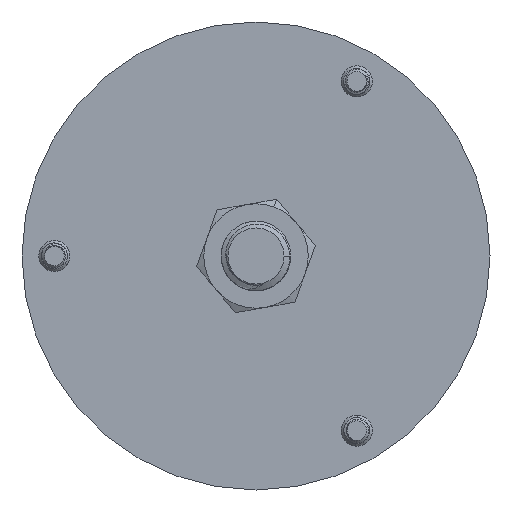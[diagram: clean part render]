
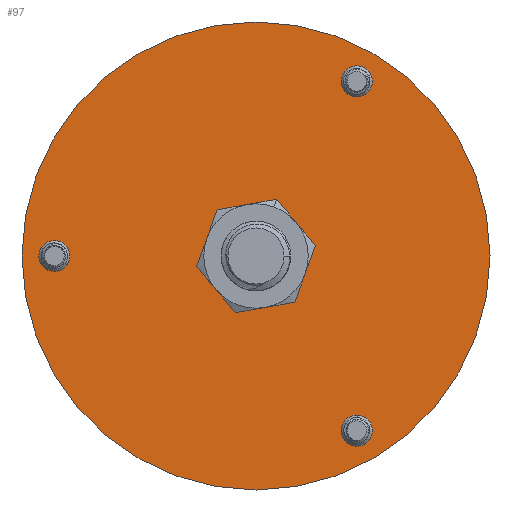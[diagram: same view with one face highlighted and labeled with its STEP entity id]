
A CAD part, front view. The second image highlights one B-rep face of the part: STEP entity #97.
In plain terms, the highlighted planar face has unit normal (0, -1, 0).
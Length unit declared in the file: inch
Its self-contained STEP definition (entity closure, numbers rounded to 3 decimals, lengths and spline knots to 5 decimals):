
#3 = AXIS2_PLACEMENT_3D ( 'NONE', #7047, #18304, #8660 ) ;
#97 = ADVANCED_FACE ( 'NONE', ( #4607, #17465, #8374, #832, #4108 ), #9451, .F. ) ;
#161 = CARTESIAN_POINT ( 'NONE',  ( 0.9115, 0., 1.57876 ) ) ;
#256 = CIRCLE ( 'NONE', #14613, 0.1405 ) ;
#280 = CARTESIAN_POINT ( 'NONE',  ( 0., 0., 0. ) ) ;
#580 = DIRECTION ( 'NONE',  ( 0., 1., 0. ) ) ;
#649 = DIRECTION ( 'NONE',  ( 0., 0., 1. ) ) ;
#832 = FACE_BOUND ( 'NONE', #19266, .T. ) ;
#1107 = EDGE_LOOP ( 'NONE', ( #5709, #17524 ) ) ;
#1188 = VERTEX_POINT ( 'NONE', #3271 ) ;
#1269 = CIRCLE ( 'NONE', #2639, 0.1405 ) ;
#1329 = ORIENTED_EDGE ( 'NONE', *, *, #5413, .T. ) ;
#1474 = AXIS2_PLACEMENT_3D ( 'NONE', #161, #11433, #1802 ) ;
#1555 = VERTEX_POINT ( 'NONE', #9059 ) ;
#1564 = ORIENTED_EDGE ( 'NONE', *, *, #5012, .T. ) ;
#1582 = CIRCLE ( 'NONE', #19012, 0.1405 ) ;
#1713 = CIRCLE ( 'NONE', #15429, 2.1155 ) ;
#1802 = DIRECTION ( 'NONE',  ( 0., 0., 1. ) ) ;
#1876 = EDGE_CURVE ( 'NONE', #8670, #1555, #1713, .T. ) ;
#1917 = DIRECTION ( 'NONE',  ( 0., 0., 1. ) ) ;
#2021 = DIRECTION ( 'NONE',  ( 0., 1., 0. ) ) ;
#2071 = CARTESIAN_POINT ( 'NONE',  ( 0., 0., 0.32 ) ) ;
#2202 = VERTEX_POINT ( 'NONE', #9385 ) ;
#2301 = VERTEX_POINT ( 'NONE', #11423 ) ;
#2596 = CIRCLE ( 'NONE', #3, 0.32 ) ;
#2639 = AXIS2_PLACEMENT_3D ( 'NONE', #9202, #20487, #10825 ) ;
#2930 = DIRECTION ( 'NONE',  ( 0., 1., 0. ) ) ;
#3060 = DIRECTION ( 'NONE',  ( 0., 0., 1. ) ) ;
#3271 = CARTESIAN_POINT ( 'NONE',  ( -1.823, 0., -0.1405 ) ) ;
#4108 = FACE_OUTER_BOUND ( 'NONE', #16531, .T. ) ;
#4188 = VERTEX_POINT ( 'NONE', #13703 ) ;
#4418 = EDGE_CURVE ( 'NONE', #2202, #13403, #5141, .T. ) ;
#4607 = FACE_BOUND ( 'NONE', #10797, .T. ) ;
#4828 = ORIENTED_EDGE ( 'NONE', *, *, #1876, .F. ) ;
#5012 = EDGE_CURVE ( 'NONE', #1188, #6169, #20519, .T. ) ;
#5038 = CARTESIAN_POINT ( 'NONE',  ( 0., 0., 0. ) ) ;
#5141 = CIRCLE ( 'NONE', #7514, 0.32 ) ;
#5218 = AXIS2_PLACEMENT_3D ( 'NONE', #280, #11559, #1917 ) ;
#5413 = EDGE_CURVE ( 'NONE', #6169, #1188, #6378, .T. ) ;
#5709 = ORIENTED_EDGE ( 'NONE', *, *, #9296, .T. ) ;
#6169 = VERTEX_POINT ( 'NONE', #15390 ) ;
#6378 = CIRCLE ( 'NONE', #8062, 0.1405 ) ;
#6485 = DIRECTION ( 'NONE',  ( 0., 1., 0. ) ) ;
#6647 = DIRECTION ( 'NONE',  ( 0., 0., 1. ) ) ;
#7034 = DIRECTION ( 'NONE',  ( 0., 1., 0. ) ) ;
#7047 = CARTESIAN_POINT ( 'NONE',  ( 0., 0., 0. ) ) ;
#7269 = VERTEX_POINT ( 'NONE', #10472 ) ;
#7514 = AXIS2_PLACEMENT_3D ( 'NONE', #5038, #16284, #6647 ) ;
#8062 = AXIS2_PLACEMENT_3D ( 'NONE', #16119, #6485, #17751 ) ;
#8064 = EDGE_CURVE ( 'NONE', #13403, #2202, #2596, .T. ) ;
#8122 = AXIS2_PLACEMENT_3D ( 'NONE', #14844, #2930, #3060 ) ;
#8374 = FACE_BOUND ( 'NONE', #16427, .T. ) ;
#8660 = DIRECTION ( 'NONE',  ( 0., 0., 1. ) ) ;
#8670 = VERTEX_POINT ( 'NONE', #19812 ) ;
#9005 = VERTEX_POINT ( 'NONE', #20665 ) ;
#9059 = CARTESIAN_POINT ( 'NONE',  ( 0., 0., 2.1155 ) ) ;
#9202 = CARTESIAN_POINT ( 'NONE',  ( 0.9115, 0., 1.57876 ) ) ;
#9296 = EDGE_CURVE ( 'NONE', #9005, #4188, #256, .T. ) ;
#9385 = CARTESIAN_POINT ( 'NONE',  ( 0., 0., -0.32 ) ) ;
#9451 = PLANE ( 'NONE',  #8122 ) ;
#9918 = CIRCLE ( 'NONE', #5218, 2.1155 ) ;
#9964 = EDGE_CURVE ( 'NONE', #2301, #7269, #1269, .T. ) ;
#10229 = CARTESIAN_POINT ( 'NONE',  ( -1.823, 0., 0. ) ) ;
#10293 = DIRECTION ( 'NONE',  ( 0., 1., 0. ) ) ;
#10472 = CARTESIAN_POINT ( 'NONE',  ( 0.9115, 0., 1.71926 ) ) ;
#10797 = EDGE_LOOP ( 'NONE', ( #12735, #13008 ) ) ;
#10825 = DIRECTION ( 'NONE',  ( 0., 0., 1. ) ) ;
#11423 = CARTESIAN_POINT ( 'NONE',  ( 0.9115, 0., 1.43826 ) ) ;
#11433 = DIRECTION ( 'NONE',  ( 0., 1., 0. ) ) ;
#11559 = DIRECTION ( 'NONE',  ( 0., 1., 0. ) ) ;
#11659 = CARTESIAN_POINT ( 'NONE',  ( 0., 0., 0. ) ) ;
#11861 = DIRECTION ( 'NONE',  ( 0., 0., 1. ) ) ;
#12735 = ORIENTED_EDGE ( 'NONE', *, *, #8064, .T. ) ;
#13008 = ORIENTED_EDGE ( 'NONE', *, *, #4418, .T. ) ;
#13165 = AXIS2_PLACEMENT_3D ( 'NONE', #10229, #580, #11861 ) ;
#13269 = DIRECTION ( 'NONE',  ( 0., 0., 1. ) ) ;
#13403 = VERTEX_POINT ( 'NONE', #2071 ) ;
#13582 = ORIENTED_EDGE ( 'NONE', *, *, #9964, .T. ) ;
#13703 = CARTESIAN_POINT ( 'NONE',  ( 0.9115, 0., -1.71926 ) ) ;
#14613 = AXIS2_PLACEMENT_3D ( 'NONE', #16674, #7034, #18293 ) ;
#14844 = CARTESIAN_POINT ( 'NONE',  ( 0., 0., 0. ) ) ;
#15390 = CARTESIAN_POINT ( 'NONE',  ( -1.823, 0., 0.1405 ) ) ;
#15429 = AXIS2_PLACEMENT_3D ( 'NONE', #11659, #2021, #13269 ) ;
#16119 = CARTESIAN_POINT ( 'NONE',  ( -1.823, 0., 0. ) ) ;
#16284 = DIRECTION ( 'NONE',  ( 0., 1., 0. ) ) ;
#16427 = EDGE_LOOP ( 'NONE', ( #20391, #13582 ) ) ;
#16531 = EDGE_LOOP ( 'NONE', ( #4828, #20295 ) ) ;
#16674 = CARTESIAN_POINT ( 'NONE',  ( 0.9115, 0., -1.57876 ) ) ;
#17465 = FACE_BOUND ( 'NONE', #1107, .T. ) ;
#17524 = ORIENTED_EDGE ( 'NONE', *, *, #20873, .T. ) ;
#17751 = DIRECTION ( 'NONE',  ( 0., 0., 1. ) ) ;
#18293 = DIRECTION ( 'NONE',  ( 0., 0., 1. ) ) ;
#18304 = DIRECTION ( 'NONE',  ( 0., 1., 0. ) ) ;
#19012 = AXIS2_PLACEMENT_3D ( 'NONE', #19926, #10293, #649 ) ;
#19109 = EDGE_CURVE ( 'NONE', #1555, #8670, #9918, .T. ) ;
#19266 = EDGE_LOOP ( 'NONE', ( #1329, #1564 ) ) ;
#19726 = CIRCLE ( 'NONE', #1474, 0.1405 ) ;
#19812 = CARTESIAN_POINT ( 'NONE',  ( 0., 0., -2.1155 ) ) ;
#19926 = CARTESIAN_POINT ( 'NONE',  ( 0.9115, 0., -1.57876 ) ) ;
#19952 = EDGE_CURVE ( 'NONE', #7269, #2301, #19726, .T. ) ;
#20295 = ORIENTED_EDGE ( 'NONE', *, *, #19109, .F. ) ;
#20391 = ORIENTED_EDGE ( 'NONE', *, *, #19952, .T. ) ;
#20487 = DIRECTION ( 'NONE',  ( 0., 1., 0. ) ) ;
#20519 = CIRCLE ( 'NONE', #13165, 0.1405 ) ;
#20665 = CARTESIAN_POINT ( 'NONE',  ( 0.9115, 0., -1.43826 ) ) ;
#20873 = EDGE_CURVE ( 'NONE', #4188, #9005, #1582, .T. ) ;
